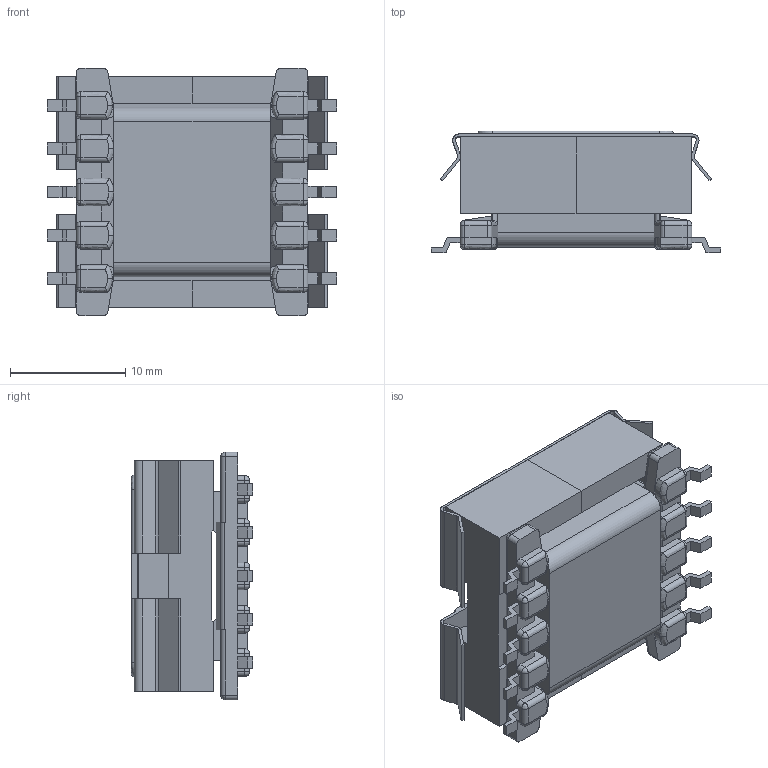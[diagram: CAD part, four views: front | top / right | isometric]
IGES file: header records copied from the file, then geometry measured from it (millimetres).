
Start section: SolidWorks IGES file using analytic representation for surfaces
Global section: file name: EFD20_4290_0169.IGS; native system: SolidWorks 2017; preprocessor: SolidWorks 2017; author: tisha.pedersen; date: 190131.131012; units: millimetre
Bounding box: 25.08 x 10.53 x 21.48 mm (x, y, z)
Surface area: 5459.9 mm2 (no closed solid volume)
Topology: 0 solids, 0 shells, 484 faces, 3190 edges, 3162 vertices
Faces by surface type: bspline 316, revolution 168
